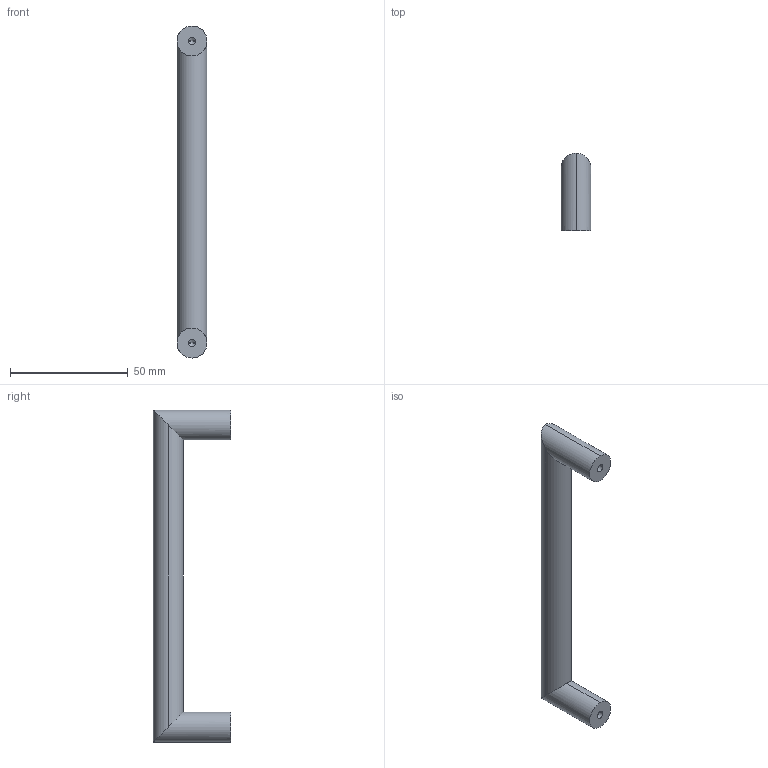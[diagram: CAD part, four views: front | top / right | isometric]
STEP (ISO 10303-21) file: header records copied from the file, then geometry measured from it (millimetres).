
FILE_DESCRIPTION(('Creo Elements/Direct Modeling STEP Export'),'2;1');
FILE_NAME('1406H-140.stp','2017-11-13T 8:44:10',(''),(''),'Creo Elements/Direct Modeling STEP processor for AP214 (Solid Model)','Creo Elements/Direct Modeling 20.0 12-Nov-2016 (C) Parametric Technology GmbH','');
FILE_SCHEMA(('AUTOMOTIVE_DESIGN { 1 0 10303 214 1 1 1 1 }'));
Length unit declared in the file: millimetre
Products named in the file (1): 1406H-140
Bounding box: 12.7 x 32.7 x 140.7 mm (x, y, z)
Volume: 22731.7 mm3; surface area: 7652 mm2
Topology: 1 solids, 1 shells, 22 faces, 50 edges, 30 vertices
Faces by surface type: cylinder 14, plane 4, cone 4
Entity records: 576 total; most frequent: ORIENTED_EDGE 92, DIRECTION 88, CARTESIAN_POINT 83, EDGE_CURVE 46, AXIS2_PLACEMENT_3D 35, VERTEX_POINT 30, EDGE_LOOP 26, FACE_OUTER_BOUND 22
